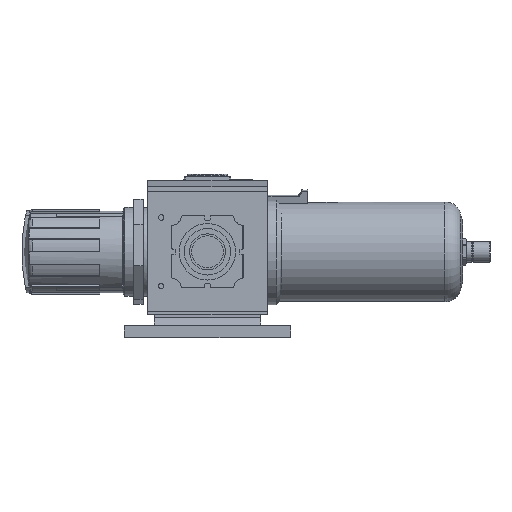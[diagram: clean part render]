
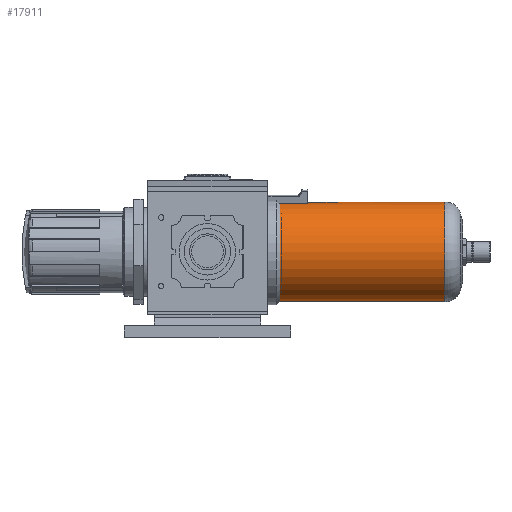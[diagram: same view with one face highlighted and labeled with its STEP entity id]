
A CAD part, left-side view. The second image highlights one B-rep face of the part: STEP entity #17911.
In plain terms, the highlighted cylindrical face has radius 29.047 mm (diameter 58.094 mm), a full revolution.
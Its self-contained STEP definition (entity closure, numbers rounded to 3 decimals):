
#17911 = ADVANCED_FACE('',(#17912,#17938),#17974,.T.);
#17912 = FACE_BOUND('',#17913,.T.);
#17913 = EDGE_LOOP('',(#17914,#17923,#17930,#17937));
#17914 = ORIENTED_EDGE('',*,*,#17915,.F.);
#17915 = EDGE_CURVE('',#17916,#17916,#17918,.T.);
#17916 = VERTEX_POINT('',#17917);
#17917 = CARTESIAN_POINT('',(0.,-35.,-29.047));
#17918 = CIRCLE('',#17919,29.047);
#17919 = AXIS2_PLACEMENT_3D('',#17920,#17921,#17922);
#17920 = CARTESIAN_POINT('',(0.,-35.,0.));
#17921 = DIRECTION('',(0.,1.,0.));
#17922 = DIRECTION('',(0.,0.,-1.));
#17923 = ORIENTED_EDGE('',*,*,#17924,.F.);
#17924 = EDGE_CURVE('',#17925,#17916,#17927,.T.);
#17925 = VERTEX_POINT('',#17926);
#17926 = CARTESIAN_POINT('',(0.,-138.445,-29.047));
#17927 = B_SPLINE_CURVE_WITH_KNOTS('',1,(#17928,#17929),.UNSPECIFIED.,
  .F.,.F.,(2,2),(-638.445,-535.),.PIECEWISE_BEZIER_KNOTS.);
#17928 = CARTESIAN_POINT('',(0.,-138.445,-29.047));
#17929 = CARTESIAN_POINT('',(0.,-35.,-29.047));
#17930 = ORIENTED_EDGE('',*,*,#17931,.T.);
#17931 = EDGE_CURVE('',#17925,#17925,#17932,.T.);
#17932 = CIRCLE('',#17933,29.047);
#17933 = AXIS2_PLACEMENT_3D('',#17934,#17935,#17936);
#17934 = CARTESIAN_POINT('',(0.,-138.445,0.));
#17935 = DIRECTION('',(0.,1.,0.));
#17936 = DIRECTION('',(0.,0.,-1.));
#17937 = ORIENTED_EDGE('',*,*,#17924,.T.);
#17938 = FACE_BOUND('',#17939,.T.);
#17939 = EDGE_LOOP('',(#17940,#17950,#17959,#17967));
#17940 = ORIENTED_EDGE('',*,*,#17941,.T.);
#17941 = EDGE_CURVE('',#17942,#17944,#17946,.T.);
#17942 = VERTEX_POINT('',#17943);
#17943 = CARTESIAN_POINT('',(7.518,-35.,
    28.057));
#17944 = VERTEX_POINT('',#17945);
#17945 = CARTESIAN_POINT('',(7.518,-58.562,
    28.057));
#17946 = LINE('',#17947,#17948);
#17947 = CARTESIAN_POINT('',(7.518,-35.,
    28.057));
#17948 = VECTOR('',#17949,1.);
#17949 = DIRECTION('',(0.,-1.,0.));
#17950 = ORIENTED_EDGE('',*,*,#17951,.T.);
#17951 = EDGE_CURVE('',#17944,#17952,#17954,.T.);
#17952 = VERTEX_POINT('',#17953);
#17953 = CARTESIAN_POINT('',(-7.518,-58.562,
    28.057));
#17954 = CIRCLE('',#17955,29.047);
#17955 = AXIS2_PLACEMENT_3D('',#17956,#17957,#17958);
#17956 = CARTESIAN_POINT('',(0.,-58.562,0.));
#17957 = DIRECTION('',(0.,-1.,0.));
#17958 = DIRECTION('',(0.,0.,1.));
#17959 = ORIENTED_EDGE('',*,*,#17960,.F.);
#17960 = EDGE_CURVE('',#17961,#17952,#17963,.T.);
#17961 = VERTEX_POINT('',#17962);
#17962 = CARTESIAN_POINT('',(-7.518,-35.,
    28.057));
#17963 = LINE('',#17964,#17965);
#17964 = CARTESIAN_POINT('',(-7.518,-35.,
    28.057));
#17965 = VECTOR('',#17966,1.);
#17966 = DIRECTION('',(0.,-1.,0.));
#17967 = ORIENTED_EDGE('',*,*,#17968,.F.);
#17968 = EDGE_CURVE('',#17942,#17961,#17969,.T.);
#17969 = CIRCLE('',#17970,29.047);
#17970 = AXIS2_PLACEMENT_3D('',#17971,#17972,#17973);
#17971 = CARTESIAN_POINT('',(0.,-35.,0.));
#17972 = DIRECTION('',(0.,-1.,0.));
#17973 = DIRECTION('',(0.,0.,1.));
#17974 = CYLINDRICAL_SURFACE('',#17975,29.047);
#17975 = AXIS2_PLACEMENT_3D('',#17976,#17977,#17978);
#17976 = CARTESIAN_POINT('',(0.,500.,0.));
#17977 = DIRECTION('',(0.,1.,0.));
#17978 = DIRECTION('',(0.,0.,-1.));
